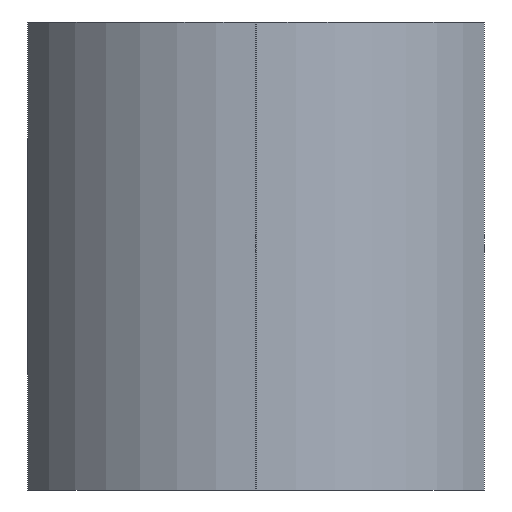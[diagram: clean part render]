
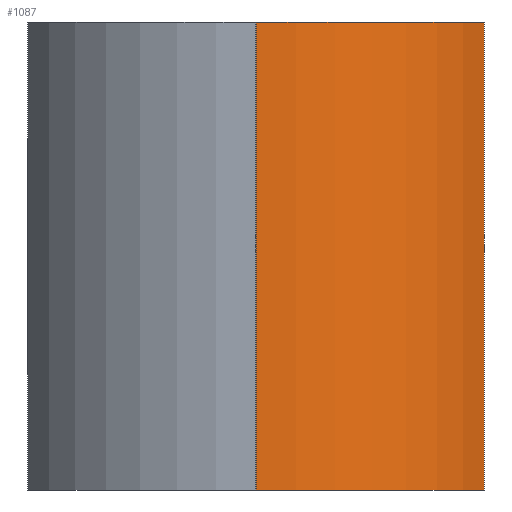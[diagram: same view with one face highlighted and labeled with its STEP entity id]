
A CAD part, left-side view. The second image highlights one B-rep face of the part: STEP entity #1087.
In plain terms, the highlighted cylindrical face has radius 11.25 mm (diameter 22.5 mm), a partial arc.
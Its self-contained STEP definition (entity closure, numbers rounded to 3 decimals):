
#88 = CARTESIAN_POINT ( 'NONE',  ( 0., 0., -10.25 ) ) ;
#315 = CARTESIAN_POINT ( 'NONE',  ( -5.154, -10., 10.25 ) ) ;
#327 = AXIS2_PLACEMENT_3D ( 'NONE', #1900, #1925, #977 ) ;
#343 = DIRECTION ( 'NONE',  ( 1., 0., 0. ) ) ;
#431 = CARTESIAN_POINT ( 'NONE',  ( -11.25, -0.01, -10.25 ) ) ;
#648 = ORIENTED_EDGE ( 'NONE', *, *, #982, .T. ) ;
#660 = ORIENTED_EDGE ( 'NONE', *, *, #2076, .F. ) ;
#683 = DIRECTION ( 'NONE',  ( 0., 0., 1. ) ) ;
#795 = CARTESIAN_POINT ( 'NONE',  ( -5.154, -10., 3.417 ) ) ;
#911 = CARTESIAN_POINT ( 'NONE',  ( -5.154, -10., -10.25 ) ) ;
#945 = CARTESIAN_POINT ( 'NONE',  ( 0., 0., -10.25 ) ) ;
#977 = DIRECTION ( 'NONE',  ( 1., 0., 0. ) ) ;
#982 = EDGE_CURVE ( 'NONE', #2123, #1545, #1906, .T. ) ;
#1087 = ADVANCED_FACE ( 'NONE', ( #1249 ), #2691, .T. ) ;
#1217 = EDGE_CURVE ( 'NONE', #2679, #1545, #2513, .T. ) ;
#1249 = FACE_OUTER_BOUND ( 'NONE', #3013, .T. ) ;
#1465 = ORIENTED_EDGE ( 'NONE', *, *, #1217, .F. ) ;
#1545 = VERTEX_POINT ( 'NONE', #2564 ) ;
#1622 = CIRCLE ( 'NONE', #1694, 11.25 ) ;
#1649 = DIRECTION ( 'NONE',  ( 1., 0., 0. ) ) ;
#1656 = AXIS2_PLACEMENT_3D ( 'NONE', #88, #2014, #343 ) ;
#1694 = AXIS2_PLACEMENT_3D ( 'NONE', #945, #683, #1649 ) ;
#1900 = CARTESIAN_POINT ( 'NONE',  ( 0., 0., 10.25 ) ) ;
#1906 = B_SPLINE_CURVE_WITH_KNOTS ( 'NONE', 3,
 ( #2441, #2229, #795, #315 ),
 .UNSPECIFIED., .F., .F.,
 ( 4, 4 ),
 ( 0., 1. ),
 .UNSPECIFIED. ) ;
#1925 = DIRECTION ( 'NONE',  ( 0., 0., 1. ) ) ;
#2014 = DIRECTION ( 'NONE',  ( 0., 0., 1. ) ) ;
#2075 = DIRECTION ( 'NONE',  ( 0., 0., 1. ) ) ;
#2076 = EDGE_CURVE ( 'NONE', #2411, #2679, #2926, .T. ) ;
#2096 = ORIENTED_EDGE ( 'NONE', *, *, #2331, .T. ) ;
#2123 = VERTEX_POINT ( 'NONE', #911 ) ;
#2135 = VECTOR ( 'NONE', #2075, 1000. ) ;
#2229 = CARTESIAN_POINT ( 'NONE',  ( -5.154, -10., -3.417 ) ) ;
#2331 = EDGE_CURVE ( 'NONE', #2411, #2123, #1622, .T. ) ;
#2411 = VERTEX_POINT ( 'NONE', #2856 ) ;
#2441 = CARTESIAN_POINT ( 'NONE',  ( -5.154, -10., -10.25 ) ) ;
#2513 = CIRCLE ( 'NONE', #327, 11.25 ) ;
#2564 = CARTESIAN_POINT ( 'NONE',  ( -5.154, -10., 10.25 ) ) ;
#2679 = VERTEX_POINT ( 'NONE', #2693 ) ;
#2691 = CYLINDRICAL_SURFACE ( 'NONE', #1656, 11.25 ) ;
#2693 = CARTESIAN_POINT ( 'NONE',  ( -11.25, -0.01, 10.25 ) ) ;
#2856 = CARTESIAN_POINT ( 'NONE',  ( -11.25, -0.01, -10.25 ) ) ;
#2926 = LINE ( 'NONE', #431, #2135 ) ;
#3013 = EDGE_LOOP ( 'NONE', ( #648, #1465, #660, #2096 ) ) ;
